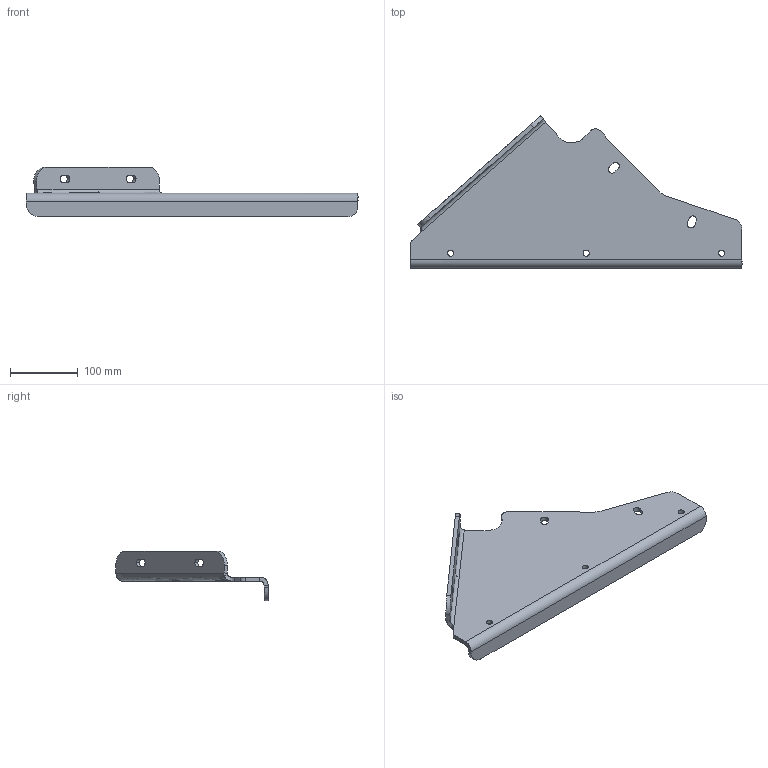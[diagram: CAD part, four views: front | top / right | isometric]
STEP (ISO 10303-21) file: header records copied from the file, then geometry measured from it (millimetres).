
FILE_DESCRIPTION (( 'STEP AP203' ), '1' );
FILE_NAME ('M5 - erpAynalama33360_iç çamurluk ayaðý_paspas gelenler__.IGS_Default_sldprt.STEP', '2023-01-17T08:16:53', ( '' ), ( '' ), 'SwSTEP 2.0', 'SolidWorks 2019', '' );
FILE_SCHEMA (( 'CONFIG_CONTROL_DESIGN' ));
Length unit declared in the file: millimetre
Products named in the file (1): M5 - erpAynalama33360_iç çamurluk ayaðý_paspas gelenler__.IGS_Default_sldprt
Bounding box: 489.75 x 224.48 x 73.04 mm (x, y, z)
Volume: 527099.6 mm3; surface area: 185346.8 mm2
Topology: 1 solids, 1 shells, 63 faces, 167 edges, 106 vertices
Faces by surface type: bspline 63
Entity records: 2577 total; most frequent: CARTESIAN_POINT 1501, ORIENTED_EDGE 334, EDGE_CURVE 167, B_SPLINE_CURVE_WITH_KNOTS 136, VERTEX_POINT 106, EDGE_LOOP 77, FACE_OUTER_BOUND 63, ADVANCED_FACE 63
